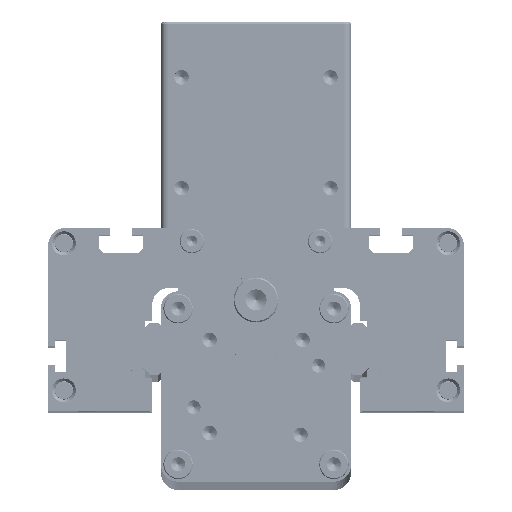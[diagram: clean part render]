
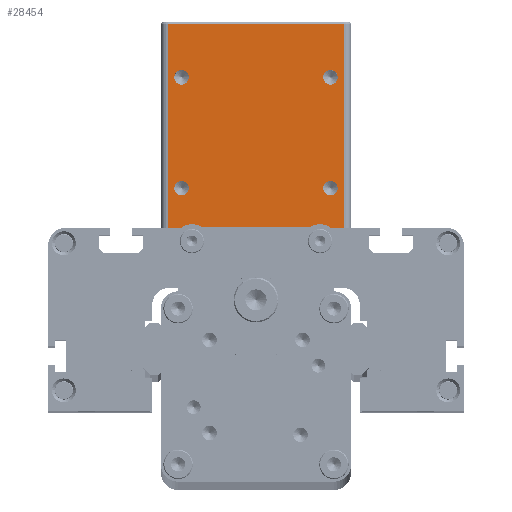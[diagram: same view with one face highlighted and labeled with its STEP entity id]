
A CAD part, top view. The second image highlights one B-rep face of the part: STEP entity #28454.
In plain terms, the highlighted planar face has unit normal (0, 0, 1).
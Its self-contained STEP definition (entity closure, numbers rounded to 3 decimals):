
#1348 = EDGE_CURVE ( 'NONE', #23688, #49442, #31093, .T. ) ;
#1379 = DIRECTION ( 'NONE',  ( 0., 0., 1. ) ) ;
#1548 = ORIENTED_EDGE ( 'NONE', *, *, #34203, .F. ) ;
#1621 = DIRECTION ( 'NONE',  ( 0., 0., 1. ) ) ;
#1637 = AXIS2_PLACEMENT_3D ( 'NONE', #6500, #55473, #62646 ) ;
#2007 = AXIS2_PLACEMENT_3D ( 'NONE', #56672, #1621, #26112 ) ;
#3595 = AXIS2_PLACEMENT_3D ( 'NONE', #22658, #71608, #65568 ) ;
#4039 = VERTEX_POINT ( 'NONE', #24841 ) ;
#5533 = ORIENTED_EDGE ( 'NONE', *, *, #12647, .F. ) ;
#6500 = CARTESIAN_POINT ( 'NONE',  ( 21.5, 14., 80. ) ) ;
#6502 = DIRECTION ( 'NONE',  ( 1., 0., 0. ) ) ;
#7749 = EDGE_CURVE ( 'NONE', #24951, #38273, #71031, .T. ) ;
#7860 = DIRECTION ( 'NONE',  ( -1., 0., 0. ) ) ;
#8709 = AXIS2_PLACEMENT_3D ( 'NONE', #32715, #1379, #25490 ) ;
#8793 = AXIS2_PLACEMENT_3D ( 'NONE', #70329, #20959, #13724 ) ;
#9132 = DIRECTION ( 'NONE',  ( 1., 0., 0. ) ) ;
#10147 = CARTESIAN_POINT ( 'NONE',  ( 19.4, -18., 80. ) ) ;
#10912 = EDGE_CURVE ( 'NONE', #38273, #72371, #50839, .T. ) ;
#11894 = FACE_OUTER_BOUND ( 'NONE', #62134, .T. ) ;
#12647 = EDGE_CURVE ( 'NONE', #72371, #16679, #62600, .T. ) ;
#13724 = DIRECTION ( 'NONE',  ( 1., 0., 0. ) ) ;
#14271 = EDGE_LOOP ( 'NONE', ( #61482, #14858 ) ) ;
#14391 = EDGE_CURVE ( 'NONE', #24951, #16679, #68022, .T. ) ;
#14858 = ORIENTED_EDGE ( 'NONE', *, *, #1348, .F. ) ;
#14894 = CIRCLE ( 'NONE', #2007, 2.1 ) ;
#15708 = EDGE_CURVE ( 'NONE', #48705, #64408, #52334, .T. ) ;
#15740 = CIRCLE ( 'NONE', #49044, 2.1 ) ;
#16679 = VERTEX_POINT ( 'NONE', #73949 ) ;
#17098 = PLANE ( 'NONE',  #66224 ) ;
#17836 = CARTESIAN_POINT ( 'NONE',  ( -19.4, -18., 80. ) ) ;
#18930 = CARTESIAN_POINT ( 'NONE',  ( -21.5, -18., 80. ) ) ;
#20084 = CARTESIAN_POINT ( 'NONE',  ( -25.5, 30., 80. ) ) ;
#20959 = DIRECTION ( 'NONE',  ( 0., 0., 1. ) ) ;
#21496 = EDGE_CURVE ( 'NONE', #76397, #50795, #48450, .T. ) ;
#22486 = DIRECTION ( 'NONE',  ( 0., -1., 0. ) ) ;
#22658 = CARTESIAN_POINT ( 'NONE',  ( 21.5, -18., 80. ) ) ;
#22758 = DIRECTION ( 'NONE',  ( 0., 0., -1. ) ) ;
#23688 = VERTEX_POINT ( 'NONE', #55447 ) ;
#23693 = CIRCLE ( 'NONE', #64728, 2.1 ) ;
#24841 = CARTESIAN_POINT ( 'NONE',  ( -23.6, -18., 80. ) ) ;
#24951 = VERTEX_POINT ( 'NONE', #66923 ) ;
#25490 = DIRECTION ( 'NONE',  ( 1., 0., 0. ) ) ;
#25662 = ORIENTED_EDGE ( 'NONE', *, *, #15708, .F. ) ;
#26106 = VECTOR ( 'NONE', #55423, 1000. ) ;
#26112 = DIRECTION ( 'NONE',  ( 1., 0., 0. ) ) ;
#27546 = CARTESIAN_POINT ( 'NONE',  ( -23.6, 14., 80. ) ) ;
#28454 = ADVANCED_FACE ( 'NONE', ( #11894, #72090, #28742, #78907, #48403 ), #17098, .F. ) ;
#28742 = FACE_BOUND ( 'NONE', #14271, .T. ) ;
#29993 = ORIENTED_EDGE ( 'NONE', *, *, #10912, .F. ) ;
#31090 = VECTOR ( 'NONE', #22486, 1000. ) ;
#31093 = CIRCLE ( 'NONE', #1637, 2.1 ) ;
#32293 = EDGE_CURVE ( 'NONE', #50795, #76397, #15740, .T. ) ;
#32715 = CARTESIAN_POINT ( 'NONE',  ( -21.5, 14., 80. ) ) ;
#34203 = EDGE_CURVE ( 'NONE', #64408, #48705, #14894, .T. ) ;
#34386 = CARTESIAN_POINT ( 'NONE',  ( 23.6, -18., 80. ) ) ;
#35162 = DIRECTION ( 'NONE',  ( 0., 1., 0. ) ) ;
#36402 = AXIS2_PLACEMENT_3D ( 'NONE', #18930, #49024, #6502 ) ;
#38273 = VERTEX_POINT ( 'NONE', #42590 ) ;
#38479 = DIRECTION ( 'NONE',  ( 1., 0., 0. ) ) ;
#39047 = VECTOR ( 'NONE', #66805, 1000. ) ;
#39633 = DIRECTION ( 'NONE',  ( 0., 0., 1. ) ) ;
#42590 = CARTESIAN_POINT ( 'NONE',  ( 25.5, -33., 80. ) ) ;
#46109 = CARTESIAN_POINT ( 'NONE',  ( 21.5, 14., 80. ) ) ;
#46204 = EDGE_LOOP ( 'NONE', ( #54007, #50638 ) ) ;
#47242 = ORIENTED_EDGE ( 'NONE', *, *, #59759, .F. ) ;
#48403 = FACE_BOUND ( 'NONE', #63329, .T. ) ;
#48450 = CIRCLE ( 'NONE', #3595, 2.1 ) ;
#48705 = VERTEX_POINT ( 'NONE', #63421 ) ;
#48808 = CARTESIAN_POINT ( 'NONE',  ( 27.5, 30., 80. ) ) ;
#49024 = DIRECTION ( 'NONE',  ( 0., 0., 1. ) ) ;
#49044 = AXIS2_PLACEMENT_3D ( 'NONE', #70165, #39633, #9132 ) ;
#49146 = CARTESIAN_POINT ( 'NONE',  ( 27.5, 29.5, 80. ) ) ;
#49442 = VERTEX_POINT ( 'NONE', #61041 ) ;
#50638 = ORIENTED_EDGE ( 'NONE', *, *, #21496, .F. ) ;
#50795 = VERTEX_POINT ( 'NONE', #34386 ) ;
#50839 = LINE ( 'NONE', #75691, #74066 ) ;
#52334 = CIRCLE ( 'NONE', #8709, 2.1 ) ;
#54007 = ORIENTED_EDGE ( 'NONE', *, *, #32293, .F. ) ;
#54328 = ORIENTED_EDGE ( 'NONE', *, *, #62760, .F. ) ;
#55377 = EDGE_CURVE ( 'NONE', #49442, #23688, #23693, .T. ) ;
#55423 = DIRECTION ( 'NONE',  ( 0., 1., 0. ) ) ;
#55447 = CARTESIAN_POINT ( 'NONE',  ( 19.4, 14., 80. ) ) ;
#55473 = DIRECTION ( 'NONE',  ( 0., 0., 1. ) ) ;
#55865 = VERTEX_POINT ( 'NONE', #17836 ) ;
#56672 = CARTESIAN_POINT ( 'NONE',  ( -21.5, 14., 80. ) ) ;
#59759 = EDGE_CURVE ( 'NONE', #55865, #4039, #63403, .T. ) ;
#61041 = CARTESIAN_POINT ( 'NONE',  ( 23.6, 14., 80. ) ) ;
#61482 = ORIENTED_EDGE ( 'NONE', *, *, #55377, .F. ) ;
#62134 = EDGE_LOOP ( 'NONE', ( #76874, #5533, #29993, #67236 ) ) ;
#62600 = LINE ( 'NONE', #20084, #26106 ) ;
#62646 = DIRECTION ( 'NONE',  ( 1., 0., 0. ) ) ;
#62760 = EDGE_CURVE ( 'NONE', #4039, #55865, #65135, .T. ) ;
#63329 = EDGE_LOOP ( 'NONE', ( #25662, #1548 ) ) ;
#63403 = CIRCLE ( 'NONE', #36402, 2.1 ) ;
#63421 = CARTESIAN_POINT ( 'NONE',  ( -19.4, 14., 80. ) ) ;
#64408 = VERTEX_POINT ( 'NONE', #27546 ) ;
#64728 = AXIS2_PLACEMENT_3D ( 'NONE', #46109, #69056, #38479 ) ;
#64876 = EDGE_LOOP ( 'NONE', ( #47242, #54328 ) ) ;
#65015 = CARTESIAN_POINT ( 'NONE',  ( 25.5, 30., 80. ) ) ;
#65135 = CIRCLE ( 'NONE', #8793, 2.1 ) ;
#65568 = DIRECTION ( 'NONE',  ( 1., 0., 0. ) ) ;
#66224 = AXIS2_PLACEMENT_3D ( 'NONE', #48808, #22758, #35162 ) ;
#66805 = DIRECTION ( 'NONE',  ( -1., 0., 0. ) ) ;
#66923 = CARTESIAN_POINT ( 'NONE',  ( 25.5, 29.5, 80. ) ) ;
#67236 = ORIENTED_EDGE ( 'NONE', *, *, #7749, .F. ) ;
#68022 = LINE ( 'NONE', #49146, #39047 ) ;
#69056 = DIRECTION ( 'NONE',  ( 0., 0., 1. ) ) ;
#70165 = CARTESIAN_POINT ( 'NONE',  ( 21.5, -18., 80. ) ) ;
#70329 = CARTESIAN_POINT ( 'NONE',  ( -21.5, -18., 80. ) ) ;
#71031 = LINE ( 'NONE', #65015, #31090 ) ;
#71608 = DIRECTION ( 'NONE',  ( 0., 0., 1. ) ) ;
#72090 = FACE_BOUND ( 'NONE', #46204, .T. ) ;
#72371 = VERTEX_POINT ( 'NONE', #78810 ) ;
#73949 = CARTESIAN_POINT ( 'NONE',  ( -25.5, 29.5, 80. ) ) ;
#74066 = VECTOR ( 'NONE', #7860, 1000. ) ;
#75691 = CARTESIAN_POINT ( 'NONE',  ( 27.5, -33., 80. ) ) ;
#76397 = VERTEX_POINT ( 'NONE', #10147 ) ;
#76874 = ORIENTED_EDGE ( 'NONE', *, *, #14391, .T. ) ;
#78810 = CARTESIAN_POINT ( 'NONE',  ( -25.5, -33., 80. ) ) ;
#78907 = FACE_BOUND ( 'NONE', #64876, .T. ) ;
